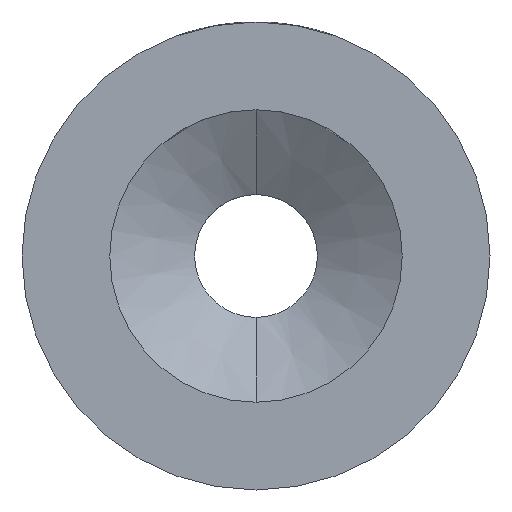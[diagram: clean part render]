
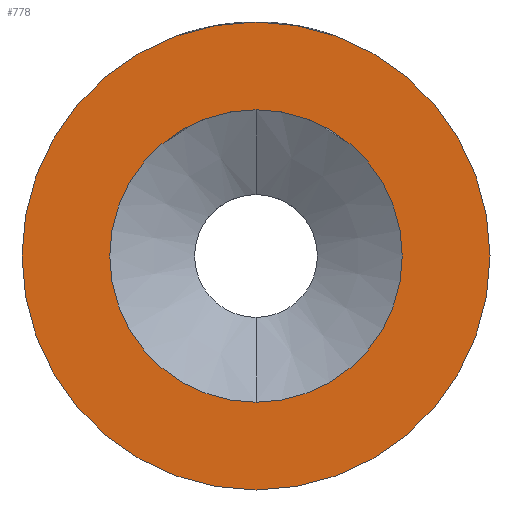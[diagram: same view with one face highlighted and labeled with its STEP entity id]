
A CAD part, front view. The second image highlights one B-rep face of the part: STEP entity #778.
In plain terms, the highlighted planar face has unit normal (0, -1, 0).
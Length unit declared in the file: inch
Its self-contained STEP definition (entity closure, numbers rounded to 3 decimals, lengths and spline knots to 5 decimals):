
#82 = AXIS2_PLACEMENT_3D ( 'NONE', #122, #119, #117 ) ;
#94 = AXIS2_PLACEMENT_3D ( 'NONE', #290, #270, #269 ) ;
#105 = AXIS2_PLACEMENT_3D ( 'NONE', #218, #215, #213 ) ;
#117 = DIRECTION ( 'NONE',  ( 0., 0., 1. ) ) ;
#119 = DIRECTION ( 'NONE',  ( 0., 1., 0. ) ) ;
#122 = CARTESIAN_POINT ( 'NONE',  ( 0., 0., 0. ) ) ;
#124 = CIRCLE ( 'NONE', #82, 0.3 ) ;
#138 = CIRCLE ( 'NONE', #105, 0.1875 ) ;
#161 = FACE_OUTER_BOUND ( 'NONE', #421, .T. ) ;
#164 = FACE_BOUND ( 'NONE', #380, .T. ) ;
#213 = DIRECTION ( 'NONE',  ( 0., 0., -1. ) ) ;
#215 = DIRECTION ( 'NONE',  ( 0., -1., 0. ) ) ;
#218 = CARTESIAN_POINT ( 'NONE',  ( 0., 0., 0. ) ) ;
#249 = AXIS2_PLACEMENT_3D ( 'NONE', #854, #544, #690 ) ;
#269 = DIRECTION ( 'NONE',  ( 0., 0., 1. ) ) ;
#270 = DIRECTION ( 'NONE',  ( 0., 1., 0. ) ) ;
#272 = PLANE ( 'NONE',  #94 ) ;
#283 = CIRCLE ( 'NONE', #249, 0.1875 ) ;
#290 = CARTESIAN_POINT ( 'NONE',  ( 0., 0., 0. ) ) ;
#326 = CIRCLE ( 'NONE', #391, 0.3 ) ;
#364 = VERTEX_POINT ( 'NONE', #756 ) ;
#380 = EDGE_LOOP ( 'NONE', ( #768, #779 ) ) ;
#391 = AXIS2_PLACEMENT_3D ( 'NONE', #750, #463, #584 ) ;
#421 = EDGE_LOOP ( 'NONE', ( #855, #852 ) ) ;
#463 = DIRECTION ( 'NONE',  ( 0., 1., 0. ) ) ;
#479 = VERTEX_POINT ( 'NONE', #797 ) ;
#480 = CARTESIAN_POINT ( 'NONE',  ( 0., 0., 0.1875 ) ) ;
#535 = EDGE_CURVE ( 'NONE', #364, #479, #326, .T. ) ;
#544 = DIRECTION ( 'NONE',  ( 0., -1., 0. ) ) ;
#584 = DIRECTION ( 'NONE',  ( 0., 0., 1. ) ) ;
#606 = CARTESIAN_POINT ( 'NONE',  ( 0., 0., -0.1875 ) ) ;
#628 = VERTEX_POINT ( 'NONE', #480 ) ;
#684 = EDGE_CURVE ( 'NONE', #628, #686, #283, .T. ) ;
#686 = VERTEX_POINT ( 'NONE', #606 ) ;
#690 = DIRECTION ( 'NONE',  ( 0., 0., -1. ) ) ;
#750 = CARTESIAN_POINT ( 'NONE',  ( 0., 0., 0. ) ) ;
#756 = CARTESIAN_POINT ( 'NONE',  ( 0., 0., -0.3 ) ) ;
#768 = ORIENTED_EDGE ( 'NONE', *, *, #804, .F. ) ;
#778 = ADVANCED_FACE ( 'NONE', ( #164, #161 ), #272, .F. ) ;
#779 = ORIENTED_EDGE ( 'NONE', *, *, #684, .F. ) ;
#797 = CARTESIAN_POINT ( 'NONE',  ( 0., 0., 0.3 ) ) ;
#804 = EDGE_CURVE ( 'NONE', #686, #628, #138, .T. ) ;
#833 = EDGE_CURVE ( 'NONE', #479, #364, #124, .T. ) ;
#852 = ORIENTED_EDGE ( 'NONE', *, *, #833, .F. ) ;
#854 = CARTESIAN_POINT ( 'NONE',  ( 0., 0., 0. ) ) ;
#855 = ORIENTED_EDGE ( 'NONE', *, *, #535, .F. ) ;
